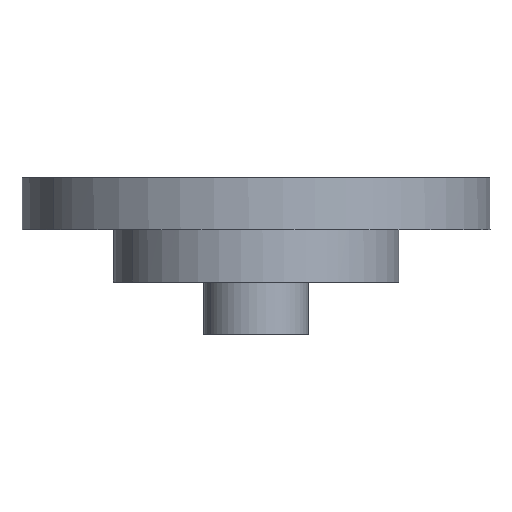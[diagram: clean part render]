
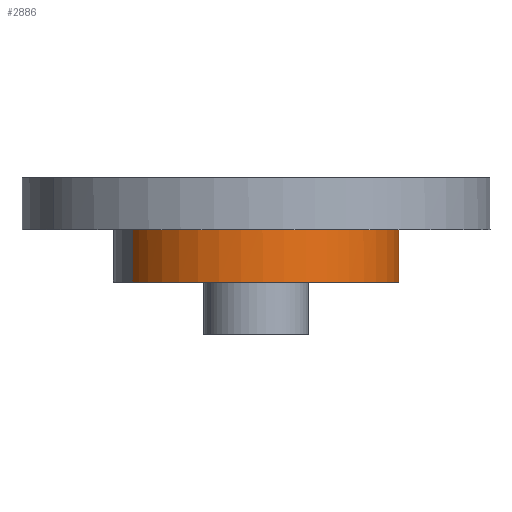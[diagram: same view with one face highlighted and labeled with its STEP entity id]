
A CAD part, front view. The second image highlights one B-rep face of the part: STEP entity #2886.
In plain terms, the highlighted free-form (B-spline) face has degree [2, 1] with [9, 2] control points.
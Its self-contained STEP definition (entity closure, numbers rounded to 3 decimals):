
#6 = CARTESIAN_POINT ( 'NONE',  ( 2473.959, 2162.983, -40. ) ) ;
#18 = CARTESIAN_POINT ( 'NONE',  ( 2565.504, 2223.447, -40. ) ) ;
#51 = CARTESIAN_POINT ( 'NONE',  ( 2565.504, 2223.447, -40. ) ) ;
#141 = CARTESIAN_POINT ( 'NONE',  ( 2592.954, 2175.903, -16. ) ) ;
#148 = CARTESIAN_POINT ( 'NONE',  ( 2565.259, 2167.877, -40. ) ) ;
#157 = CARTESIAN_POINT ( 'NONE',  ( 2565.504, 2223.447, -16. ) ) ;
#165 = CARTESIAN_POINT ( 'NONE',  ( 2490.509, 2243.542, -15.52 ) ) ;
#188 = CARTESIAN_POINT ( 'NONE',  ( 2497.864, 2121.003, -16. ) ) ;
#207 = VERTEX_POINT ( 'NONE', #737 ) ;
#231 = CARTESIAN_POINT ( 'NONE',  ( 2481.008, 2155.231, -40. ) ) ;
#368 = EDGE_CURVE ( 'NONE', #2940, #207, #623, .T. ) ;
#391 = EDGE_CURVE ( 'NONE', #2208, #1259, #1819, .T. ) ;
#392 = ORIENTED_EDGE ( 'NONE', *, *, #368, .T. ) ;
#403 = CARTESIAN_POINT ( 'NONE',  ( 2497.864, 2121.003, -40.48 ) ) ;
#415 = CARTESIAN_POINT ( 'NONE',  ( 2572.982, 2196.7, -40. ) ) ;
#447 = CARTESIAN_POINT ( 'NONE',  ( 2529.576, 2142.218, -40. ) ) ;
#476 = CARTESIAN_POINT ( 'NONE',  ( 2470.414, 2168.547, -16. ) ) ;
#487 = CARTESIAN_POINT ( 'NONE',  ( 2542.607, 2146.835, -40. ) ) ;
#586 = CARTESIAN_POINT ( 'NONE',  ( 2442.964, 2216.092, -15.52 ) ) ;
#612 = CARTESIAN_POINT ( 'NONE',  ( 2568.55, 2217.596, -40. ) ) ;
#623 =( BOUNDED_CURVE ( )  B_SPLINE_CURVE ( 2, ( #157, #141, #627 ),
 .UNSPECIFIED., .F., .F. ) 
 B_SPLINE_CURVE_WITH_KNOTS ( ( 3, 3 ),
 ( 180., 270. ),
 .UNSPECIFIED. ) 
 CURVE ( )  GEOMETRIC_REPRESENTATION_ITEM ( )  RATIONAL_B_SPLINE_CURVE ( ( 1., 0.707, 1. ) ) 
 REPRESENTATION_ITEM ( '' )  );
#627 = CARTESIAN_POINT ( 'NONE',  ( 2545.409, 2148.453, -16. ) ) ;
#649 = CARTESIAN_POINT ( 'NONE',  ( 2570.007, 2178.127, -40. ) ) ;
#677 = VERTEX_POINT ( 'NONE', #1624 ) ;
#694 = CARTESIAN_POINT ( 'NONE',  ( 2500.089, 2143.949, -40. ) ) ;
#715 = CARTESIAN_POINT ( 'NONE',  ( 2507.411, 2141.987, -40. ) ) ;
#737 = CARTESIAN_POINT ( 'NONE',  ( 2545.409, 2148.453, -16. ) ) ;
#748 = ORIENTED_EDGE ( 'NONE', *, *, #1528, .F. ) ;
#754 = VERTEX_POINT ( 'NONE', #18 ) ;
#866 = CARTESIAN_POINT ( 'NONE',  ( 2538.054, 2270.992, -40.48 ) ) ;
#885 = CARTESIAN_POINT ( 'NONE',  ( 2565.504, 2223.447, -15.52 ) ) ;
#909 = CARTESIAN_POINT ( 'NONE',  ( 2565.504, 2223.447, -16. ) ) ;
#915 = CARTESIAN_POINT ( 'NONE',  ( 2470.414, 2168.547, -40. ) ) ;
#935 = CARTESIAN_POINT ( 'NONE',  ( 2470.414, 2168.547, -40. ) ) ;
#1058 = CARTESIAN_POINT ( 'NONE',  ( 2470.414, 2168.547, -15.52 ) ) ;
#1073 = CARTESIAN_POINT ( 'NONE',  ( 2592.954, 2175.903, -15.52 ) ) ;
#1082 = EDGE_LOOP ( 'NONE', ( #748, #392, #2772, #1084, #2128, #2455 ) ) ;
#1084 = ORIENTED_EDGE ( 'NONE', *, *, #2209, .T. ) ;
#1094 = CARTESIAN_POINT ( 'NONE',  ( 2568.643, 2174.57, -40. ) ) ;
#1099 = CARTESIAN_POINT ( 'NONE',  ( 2545.409, 2148.453, -40. ) ) ;
#1129 = CARTESIAN_POINT ( 'NONE',  ( 2545.409, 2148.453, -40. ) ) ;
#1137 = CARTESIAN_POINT ( 'NONE',  ( 2550.973, 2151.997, -40. ) ) ;
#1259 = VERTEX_POINT ( 'NONE', #1791 ) ;
#1275 = CARTESIAN_POINT ( 'NONE',  ( 2558.725, 2159.047, -40. ) ) ;
#1296 = CARTESIAN_POINT ( 'NONE',  ( 2592.954, 2175.903, -40.48 ) ) ;
#1297 = CARTESIAN_POINT ( 'NONE',  ( 2572.801, 2200.424, -40. ) ) ;
#1317 = CARTESIAN_POINT ( 'NONE',  ( 2470.414, 2168.547, -15.52 ) ) ;
#1391 = CARTESIAN_POINT ( 'NONE',  ( 2496.531, 2145.313, -40. ) ) ;
#1528 = EDGE_CURVE ( 'NONE', #2940, #754, #1940, .T. ) ;
#1529 = CARTESIAN_POINT ( 'NONE',  ( 2565.504, 2223.447, -40. ) ) ;
#1586 = CARTESIAN_POINT ( 'NONE',  ( 2511.173, 2141.389, -40. ) ) ;
#1589 = CARTESIAN_POINT ( 'NONE',  ( 2545.409, 2148.453, -16. ) ) ;
#1624 = CARTESIAN_POINT ( 'NONE',  ( 2470.414, 2168.547, -16. ) ) ;
#1647 =( BOUNDED_CURVE ( )  B_SPLINE_CURVE ( 2, ( #1589, #188, #2695 ),
 .UNSPECIFIED., .F., .T. ) 
 B_SPLINE_CURVE_WITH_KNOTS ( ( 3, 3 ),
 ( 270., 360. ),
 .UNSPECIFIED. ) 
 CURVE ( )  GEOMETRIC_REPRESENTATION_ITEM ( )  RATIONAL_B_SPLINE_CURVE ( ( 1., 0.707, 1. ) ) 
 REPRESENTATION_ITEM ( '' )  );
#1676 = B_SPLINE_CURVE_WITH_KNOTS ( 'NONE', 1,
 ( #476, #935 ),
 .UNSPECIFIED., .F., .F.,
 ( 2, 2 ),
 ( -2.5, 21.5 ),
 .UNSPECIFIED. ) ;
#1736 = CARTESIAN_POINT ( 'NONE',  ( 2563.24, 2164.743, -40. ) ) ;
#1751 = CARTESIAN_POINT ( 'NONE',  ( 2570.859, 2211.08, -40. ) ) ;
#1760 = CARTESIAN_POINT ( 'NONE',  ( 2567.121, 2220.646, -40. ) ) ;
#1771 = EDGE_CURVE ( 'NONE', #207, #677, #1647, .T. ) ;
#1772 = CARTESIAN_POINT ( 'NONE',  ( 2538.054, 2270.992, -15.52 ) ) ;
#1791 = CARTESIAN_POINT ( 'NONE',  ( 2470.414, 2168.547, -40. ) ) ;
#1814 = CARTESIAN_POINT ( 'NONE',  ( 2489.839, 2148.697, -40. ) ) ;
#1819 = B_SPLINE_CURVE_WITH_KNOTS ( 'NONE', 3,
 ( #2513, #487, #2275, #2506, #447, #2077, #2724, #1586, #715, #694, #1391, #1814, #1843, #231, #2296, #6, #2302, #915 ),
 .UNSPECIFIED., .F., .F.,
 ( 4, 2, 2, 2, 2, 2, 2, 2, 4 ),
 ( 270., 281.25, 292.5, 303.75, 315., 326.25, 337.5, 348.75, 360. ),
 .UNSPECIFIED. ) ;
#1843 = CARTESIAN_POINT ( 'NONE',  ( 2486.704, 2150.716, -40. ) ) ;
#1861 = FACE_OUTER_BOUND ( 'NONE', #1082, .T. ) ;
#1940 = B_SPLINE_CURVE_WITH_KNOTS ( 'NONE', 1,
 ( #909, #51 ),
 .UNSPECIFIED., .F., .F.,
 ( 2, 2 ),
 ( -2.5, 21.5 ),
 .UNSPECIFIED. ) ;
#1964 = CARTESIAN_POINT ( 'NONE',  ( 2571.739, 2207.614, -40. ) ) ;
#1971 = CARTESIAN_POINT ( 'NONE',  ( 2470.414, 2168.547, -40.48 ) ) ;
#1993 = CARTESIAN_POINT ( 'NONE',  ( 2572.567, 2189.212, -40. ) ) ;
#2002 = CARTESIAN_POINT ( 'NONE',  ( 2470.414, 2168.547, -40.48 ) ) ;
#2003 = CARTESIAN_POINT ( 'NONE',  ( 2571.969, 2185.449, -40. ) ) ;
#2077 = CARTESIAN_POINT ( 'NONE',  ( 2522.385, 2141.156, -40. ) ) ;
#2128 = ORIENTED_EDGE ( 'NONE', *, *, #391, .F. ) ;
#2129 = EDGE_CURVE ( 'NONE', #754, #2208, #2365, .T. ) ;
#2169 = CARTESIAN_POINT ( 'NONE',  ( 2442.964, 2216.092, -40.48 ) ) ;
#2208 = VERTEX_POINT ( 'NONE', #1129 ) ;
#2209 = EDGE_CURVE ( 'NONE', #677, #1259, #1676, .T. ) ;
#2228 = CARTESIAN_POINT ( 'NONE',  ( 2490.509, 2243.542, -40.48 ) ) ;
#2260 = CARTESIAN_POINT ( 'NONE',  ( 2545.409, 2148.453, -40.48 ) ) ;
#2274 = CARTESIAN_POINT ( 'NONE',  ( 2556.231, 2156.485, -40. ) ) ;
#2275 = CARTESIAN_POINT ( 'NONE',  ( 2539.557, 2145.406, -40. ) ) ;
#2296 = CARTESIAN_POINT ( 'NONE',  ( 2478.447, 2157.725, -40. ) ) ;
#2302 = CARTESIAN_POINT ( 'NONE',  ( 2472.032, 2165.746, -40. ) ) ;
#2359 =( BOUNDED_SURFACE ( )  B_SPLINE_SURFACE ( 2, 1, ( 
 ( #1058, #1971 ),
 ( #586, #2169 ),
 ( #165, #2228 ),
 ( #1772, #866 ),
 ( #885, #2446 ),
 ( #1073, #1296 ),
 ( #2896, #2260 ),
 ( #2904, #403 ),
 ( #1317, #2002 ) ),
 .UNSPECIFIED., .T., .F., .T. ) 
 B_SPLINE_SURFACE_WITH_KNOTS ( ( 3, 2, 2, 2, 3 ),
 ( 2, 2 ),
 ( 0., 90., 180., 270., 360. ),
 ( -2.98, 21.98 ),
 .UNSPECIFIED. ) 
 GEOMETRIC_REPRESENTATION_ITEM ( )  RATIONAL_B_SPLINE_SURFACE ( (
 ( 1., 1.),
 ( 0.707, 0.707),
 ( 1., 1.),
 ( 0.707, 0.707),
 ( 1., 1.),
 ( 0.707, 0.707),
 ( 1., 1.),
 ( 0.707, 0.707),
 ( 1., 1.) ) ) 
 REPRESENTATION_ITEM ( '' )  SURFACE ( )  );
#2365 = B_SPLINE_CURVE_WITH_KNOTS ( 'NONE', 3,
 ( #1529, #1760, #612, #1751, #1964, #1297, #415, #1993, #2003, #649, #1094, #148, #1736, #1275, #2274, #1137, #2742, #1099 ),
 .UNSPECIFIED., .F., .F.,
 ( 4, 2, 2, 2, 2, 2, 2, 2, 4 ),
 ( 180., 191.25, 202.5, 213.75, 225., 236.25, 247.5, 258.75, 270. ),
 .UNSPECIFIED. ) ;
#2446 = CARTESIAN_POINT ( 'NONE',  ( 2565.504, 2223.447, -40.48 ) ) ;
#2455 = ORIENTED_EDGE ( 'NONE', *, *, #2129, .F. ) ;
#2506 = CARTESIAN_POINT ( 'NONE',  ( 2533.041, 2143.097, -40. ) ) ;
#2513 = CARTESIAN_POINT ( 'NONE',  ( 2545.409, 2148.453, -40. ) ) ;
#2695 = CARTESIAN_POINT ( 'NONE',  ( 2470.414, 2168.547, -16. ) ) ;
#2724 = CARTESIAN_POINT ( 'NONE',  ( 2518.661, 2140.974, -40. ) ) ;
#2742 = CARTESIAN_POINT ( 'NONE',  ( 2548.21, 2150.07, -40. ) ) ;
#2752 = CARTESIAN_POINT ( 'NONE',  ( 2565.504, 2223.447, -16. ) ) ;
#2772 = ORIENTED_EDGE ( 'NONE', *, *, #1771, .T. ) ;
#2886 = ADVANCED_FACE ( 'NONE', ( #1861 ), #2359, .T. ) ;
#2896 = CARTESIAN_POINT ( 'NONE',  ( 2545.409, 2148.453, -15.52 ) ) ;
#2904 = CARTESIAN_POINT ( 'NONE',  ( 2497.864, 2121.003, -15.52 ) ) ;
#2940 = VERTEX_POINT ( 'NONE', #2752 ) ;
